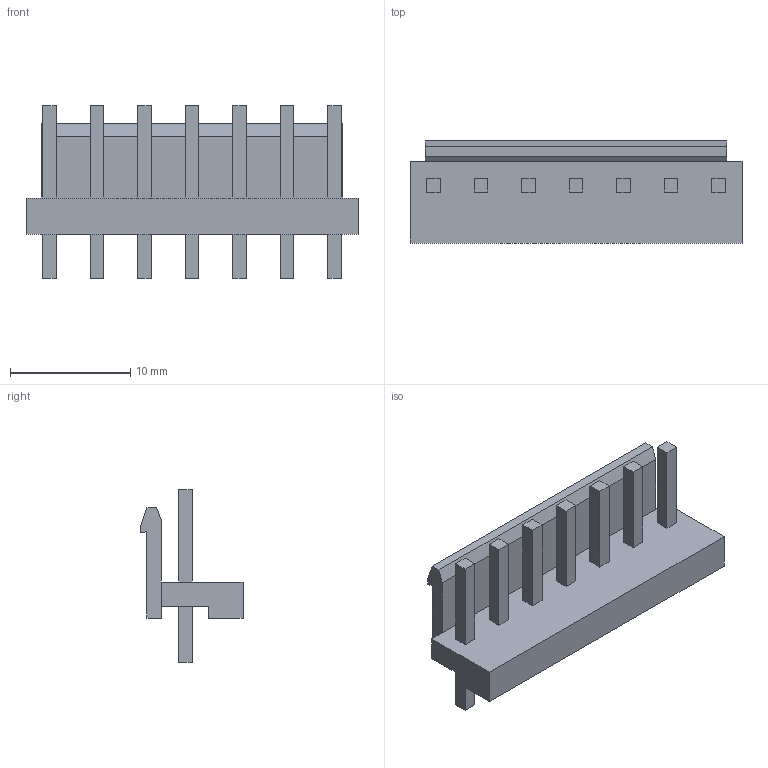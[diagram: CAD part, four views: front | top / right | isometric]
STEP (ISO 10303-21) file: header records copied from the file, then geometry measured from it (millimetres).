
FILE_DESCRIPTION(('STEP AP242'),'1');
FILE_NAME('6-1123723-7.stp','2022-12-30T21:02:48',('TraceParts'),('TraceParts S.A.'),'Spatial InterOp 3D',' ',' ');
FILE_SCHEMA(('AP242_MANAGED_MODEL_BASED_3D_ENGINEERING_MIM_LF {1 0 10303 442 1 1 4}'));
Length unit declared in the file: millimetre
Products named in the file (1): 6-1123723-7
Bounding box: 27.66 x 8.5 x 14.4 mm (x, y, z)
Volume: 856.5 mm3; surface area: 1425.2 mm2
Topology: 1 solids, 1 shells, 90 faces, 218 edges, 144 vertices
Faces by surface type: plane 90
Entity records: 2585 total; most frequent: CARTESIAN_POINT 453, ORIENTED_EDGE 436, DIRECTION 400, EDGE_CURVE 218, LINE 218, VECTOR 218, VERTEX_POINT 144, EDGE_LOOP 104
